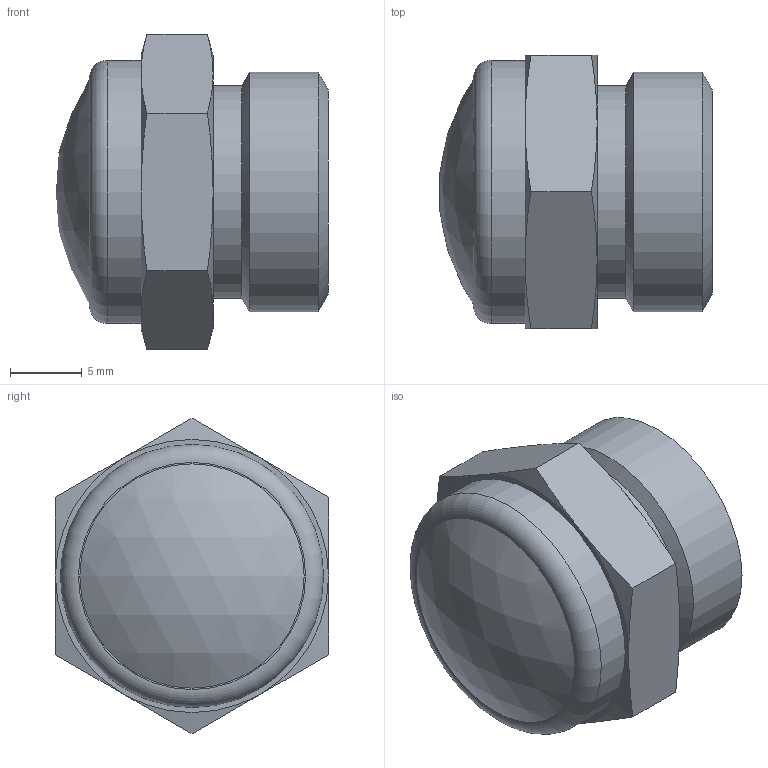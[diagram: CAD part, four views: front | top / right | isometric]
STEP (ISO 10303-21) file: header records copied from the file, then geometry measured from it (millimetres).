
FILE_DESCRIPTION(/* description */ (''),/* implementation_level */ '2;1');
FILE_NAME(/* name */ 'sdd_38_msv-la.stp',/* time_stamp */ '2019-01-24T10:27:03+01:00',/* author */ ('leitheußer'),/* organization */ (''),/* preprocessor_version */ 'ST-DEVELOPER v15.6',/* originating_system */ 'Autodesk Inventor LT ',/* authorisation */ '');
FILE_SCHEMA (('AUTOMOTIVE_DESIGN { 1 0 10303 214 3 1 1 }'));
Length unit declared in the file: millimetre
Products named in the file (1): SDD 38 MSV
Bounding box: 18.93 x 19 x 21.94 mm (x, y, z)
Volume: 2801.7 mm3; surface area: 2106.5 mm2
Topology: 1 solids, 1 shells, 31 faces, 60 edges, 35 vertices
Faces by surface type: cone 14, plane 10, cylinder 4, sphere 2, torus 1
Full cylindrical faces by diameter (mm): 11.3 x1, 14.8 x1, 16.662 x1, 18.3 x1
Entity records: 750 total; most frequent: CARTESIAN_POINT 168, DIRECTION 116, ORIENTED_EDGE 106, AXIS2_PLACEMENT_3D 55, EDGE_CURVE 53, EDGE_LOOP 42, VERTEX_POINT 35, FACE_OUTER_BOUND 31
